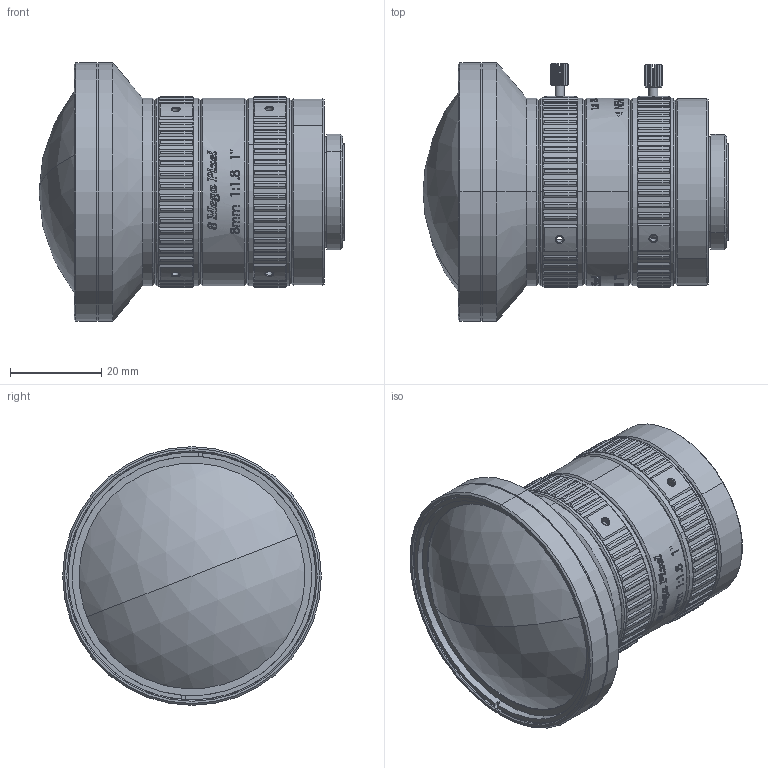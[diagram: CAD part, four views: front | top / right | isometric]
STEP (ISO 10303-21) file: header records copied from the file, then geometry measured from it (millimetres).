
FILE_DESCRIPTION((''),'2;1');
FILE_NAME('EN8MPL0818_ASM_ASM','2019-07-24T',('h020947'),(''),'PRO/ENGINEER BY PARAMETRIC TECHNOLOGY CORPORATION, 2015240','PRO/ENGINEER BY PARAMETRIC TECHNOLOGY CORPORATION, 2015240','');
FILE_SCHEMA(('CONFIG_CONTROL_DESIGN'));
Length unit declared in the file: millimetre
Products named in the file (22): EN8MPL0818-02; EN8MPL0818-03; EN8MPL0818-04; EN8MPL0818-05; EN8MPL0818-06; EN8MPL0818-07; EN8MPL0818-08; EN8MPL0818-09; EN8MPL0818-10; EN8MPL0818-11; EN8MPL0818-12; EN8MPL0818-13; EN8MPL0818-14; EN8MPL0818-15; EN8MPL0818-16; EN8MPL0818-18; EN8MPL0818-19; EN8MPL0818-17_ASM_ASM; EN8MPL0818-20; EN8MPL0818-01_ASM_ASM; EN8MPL0818-00_ASM_ASM; EN8MPL0818_ASM_ASM
Assembly tree (21 placements, depth 5):
  EN8MPL0818_ASM_ASM
    EN8MPL0818-00_ASM_ASM
      EN8MPL0818-01_ASM_ASM
        EN8MPL0818-02
        EN8MPL0818-03
        EN8MPL0818-04
        EN8MPL0818-05
        EN8MPL0818-06
        EN8MPL0818-07
        EN8MPL0818-08
        EN8MPL0818-09
        EN8MPL0818-10
        EN8MPL0818-11
        EN8MPL0818-12
        EN8MPL0818-13
        EN8MPL0818-14
        EN8MPL0818-15
        EN8MPL0818-16
        EN8MPL0818-17_ASM_ASM
          EN8MPL0818-18
          EN8MPL0818-19
        EN8MPL0818-20
Bounding box: 67.19 x 56.8 x 56.8 mm (x, y, z)
Volume: 18099.3 mm3; surface area: 28957.8 mm2
Topology: 18 solids, 18 shells, 1874 faces, 4989 edges, 3232 vertices
Faces by surface type: plane 730, bspline 481, cylinder 315, cone 274, extrusion 62, torus 8, sphere 4
Entity records: 87752 total; most frequent: CARTESIAN_POINT 45800, ORIENTED_EDGE 9966, DIRECTION 6468, EDGE_CURVE 4983, VERTEX_POINT 3232, B_SPLINE_CURVE_WITH_KNOTS 2380, AXIS2_PLACEMENT_3D 2347, EDGE_LOOP 2001
